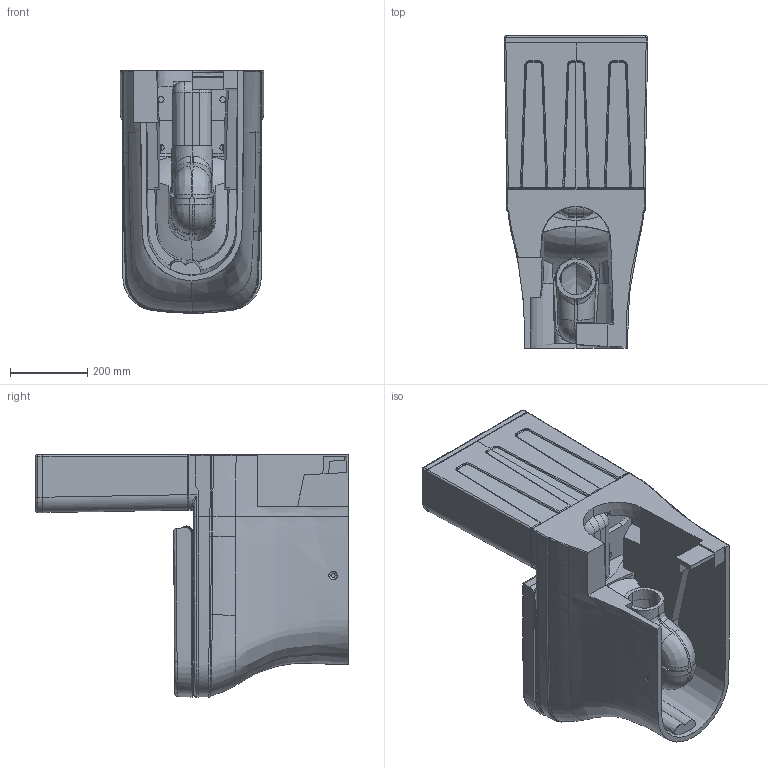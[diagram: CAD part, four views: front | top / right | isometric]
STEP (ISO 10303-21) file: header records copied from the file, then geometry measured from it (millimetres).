
FILE_DESCRIPTION (( 'STEP AP214' ), '1' );
FILE_NAME ('INDCC01.R_STEP_V11122.STEP', '2022-11-03T09:09:52', ( '' ), ( '' ), 'SwSTEP 2.0', 'SolidWorks 2019', '' );
FILE_SCHEMA (( 'AUTOMOTIVE_DESIGN' ));
Length unit declared in the file: millimetre
Products named in the file (7): INDCC01.R_STEP_V11122; 70112_Lid; 70112_v10919; 70110_CAD_V10819_RIGHT CUT OUT; 70112_fixing bar; 20117_Seat; 70111_CAD_V10819
Assembly tree (6 placements, depth 3):
  INDCC01.R_STEP_V11122
    70110_CAD_V10819_RIGHT CUT OUT
    70111_CAD_V10819
    70112_v10919
      20117_Seat
      70112_Lid
      70112_fixing bar
Bounding box: 372.17 x 811.75 x 630.31 mm (x, y, z)
Volume: 31503946.8 mm3; surface area: 3453378.6 mm2
Topology: 6 solids, 7 shells, 965 faces, 2517 edges, 1569 vertices
Faces by surface type: bspline 530, cylinder 176, plane 169, torus 73, cone 9, sphere 8
Entity records: 126203 total; most frequent: CARTESIAN_POINT 106873, ORIENTED_EDGE 4994, EDGE_CURVE 2497, DIRECTION 2475, VERTEX_POINT 1565, B_SPLINE_CURVE_WITH_KNOTS 1370, EDGE_LOOP 1014, AXIS2_PLACEMENT_3D 1001
